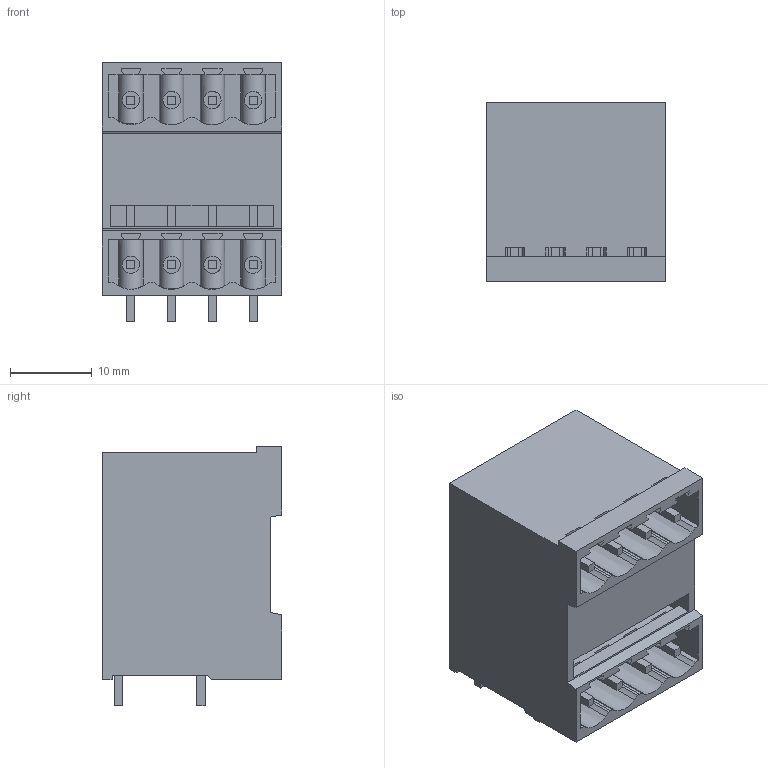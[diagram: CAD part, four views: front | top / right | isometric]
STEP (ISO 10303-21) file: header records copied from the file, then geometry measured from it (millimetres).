
FILE_DESCRIPTION(('CATIA V5R24 STEP','CAx-IF Rec.Pracs.--- Model Styling and Organization---1.4--- 2014-01-23'),'2;1');
FILE_NAME ('D1453474_1_1614370000_1614370000.stp','2021-12-08T07:18:49+00:00',('none'),('Weidmueller'),'CATIA Version 5-6 Release 2016 SP3 HF44','CATIA V5 STEP AP214','none');
FILE_SCHEMA(('AUTOMOTIVE_DESIGN { 1 0 10303 214 1 1 1 1 }'));
Length unit declared in the file: millimetre
Products named in the file (1): 1614370000
Bounding box: 22 x 22 x 31.85 mm (x, y, z)
Volume: 9512.2 mm3; surface area: 7415 mm2
Topology: 9 solids, 9 shells, 381 faces, 1088 edges, 726 vertices
Faces by surface type: plane 325, cylinder 48, extrusion 8
Entity records: 12331 total; most frequent: CARTESIAN_POINT 2873, ORIENTED_EDGE 2176, DIRECTION 1540, EDGE_CURVE 1088, VECTOR 974, LINE 966, VERTEX_POINT 726, EDGE_LOOP 422
